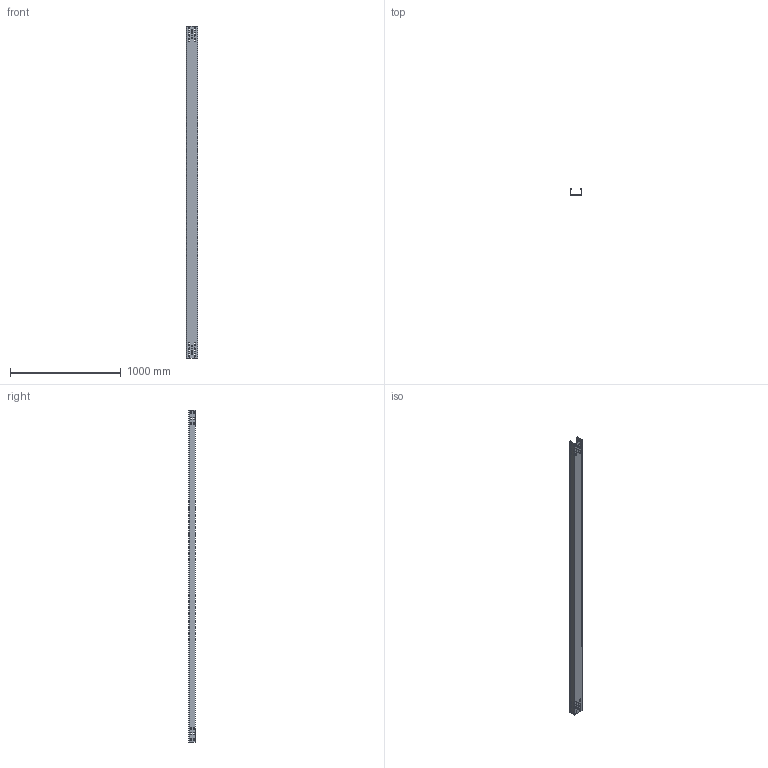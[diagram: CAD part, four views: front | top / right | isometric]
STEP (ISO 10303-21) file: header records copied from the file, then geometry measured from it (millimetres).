
FILE_DESCRIPTION((''),'2;1');
FILE_NAME('6055109','2012-07-18T',('AndreasKeweloh'),(''),'PRO/ENGINEER BY PARAMETRIC TECHNOLOGY CORPORATION, 2012130','PRO/ENGINEER BY PARAMETRIC TECHNOLOGY CORPORATION, 2012130','');
FILE_SCHEMA(('CONFIG_CONTROL_DESIGN'));
Length unit declared in the file: millimetre
Products named in the file (1): 6055109
Bounding box: 100 x 60 x 3000 mm (x, y, z)
Volume: 728565.1 mm3; surface area: 1465923.9 mm2
Topology: 1 solids, 1 shells, 178 faces, 528 edges, 352 vertices
Faces by surface type: plane 90, cylinder 88
Entity records: 6206 total; most frequent: DIRECTION 1060, CARTESIAN_POINT 1058, ORIENTED_EDGE 1056, EDGE_CURVE 528, AXIS2_PLACEMENT_3D 354, VECTOR 352, LINE 352, VERTEX_POINT 352
